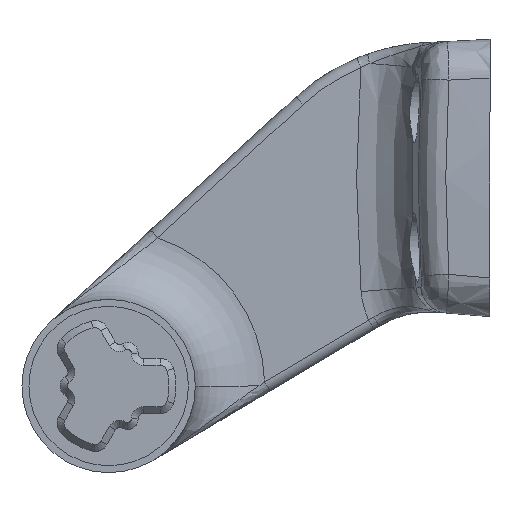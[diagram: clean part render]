
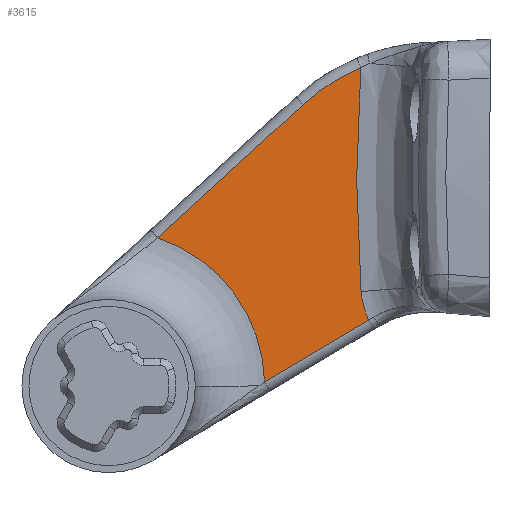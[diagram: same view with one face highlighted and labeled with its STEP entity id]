
A CAD part, left-side view. The second image highlights one B-rep face of the part: STEP entity #3615.
In plain terms, the highlighted planar face has unit normal (-1, 0, 0).
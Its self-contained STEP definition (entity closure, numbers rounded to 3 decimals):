
#128 = CARTESIAN_POINT ( 'NONE',  ( 20., 18.631, 15.901 ) ) ;
#157 = VERTEX_POINT ( 'NONE', #3596 ) ;
#252 = ORIENTED_EDGE ( 'NONE', *, *, #1700, .T. ) ;
#354 = CARTESIAN_POINT ( 'NONE',  ( 20., 17.787, -19.855 ) ) ;
#475 = ORIENTED_EDGE ( 'NONE', *, *, #1061, .T. ) ;
#609 = EDGE_CURVE ( 'NONE', #778, #4013, #2348, .T. ) ;
#651 = CARTESIAN_POINT ( 'NONE',  ( 20., 19.456, 5.145 ) ) ;
#683 = CARTESIAN_POINT ( 'NONE',  ( 20., 32.507, -29.435 ) ) ;
#696 = AXIS2_PLACEMENT_3D ( 'NONE', #4809, #3813, #3320 ) ;
#710 = FACE_OUTER_BOUND ( 'NONE', #4175, .T. ) ;
#778 = VERTEX_POINT ( 'NONE', #1618 ) ;
#863 = CARTESIAN_POINT ( 'NONE',  ( 20., 17.648, -20.19 ) ) ;
#888 = DIRECTION ( 'NONE',  ( 0., -1., 0. ) ) ;
#970 = AXIS2_PLACEMENT_3D ( 'NONE', #3334, #2829, #2320 ) ;
#1061 = EDGE_CURVE ( 'NONE', #1868, #778, #2529, .T. ) ;
#1157 = CARTESIAN_POINT ( 'NONE',  ( 20., 19.444, -5.611 ) ) ;
#1273 = B_SPLINE_CURVE_WITH_KNOTS ( 'NONE', 3,
 ( #1357, #863, #354, #4727, #4228, #3734, #3233, #2733 ),
 .UNSPECIFIED., .F., .F.,
 ( 4, 2, 2, 4 ),
 ( 0.002, 0.003, 0.004, 0.006 ),
 .UNSPECIFIED. ) ;
#1357 = CARTESIAN_POINT ( 'NONE',  ( 20., 17.494, -20.518 ) ) ;
#1385 = DIRECTION ( 'NONE',  ( -1., 0., 0. ) ) ;
#1432 = EDGE_CURVE ( 'NONE', #4013, #157, #2594, .T. ) ;
#1529 = DIRECTION ( 'NONE',  ( 0., 0.737, -0.675 ) ) ;
#1583 = VECTOR ( 'NONE', #1529, 1000. ) ;
#1588 = DIRECTION ( 'NONE',  ( 0., -0.86, 0.511 ) ) ;
#1603 = VERTEX_POINT ( 'NONE', #3528 ) ;
#1618 = CARTESIAN_POINT ( 'NONE',  ( 20., 47.953, -8.632 ) ) ;
#1692 = AXIS2_PLACEMENT_3D ( 'NONE', #1872, #1385, #888 ) ;
#1700 = EDGE_CURVE ( 'NONE', #157, #3569, #1273, .T. ) ;
#1868 = VERTEX_POINT ( 'NONE', #2586 ) ;
#1872 = CARTESIAN_POINT ( 'NONE',  ( 20., 67.5, 20. ) ) ;
#1924 = VECTOR ( 'NONE', #1588, 1000. ) ;
#1957 = EDGE_CURVE ( 'NONE', #3569, #1603, #3524, .T. ) ;
#2018 = CARTESIAN_POINT ( 'NONE',  ( 20., 48.632, -9.253 ) ) ;
#2078 = CARTESIAN_POINT ( 'NONE',  ( 20., 17.537, -20.544 ) ) ;
#2093 = EDGE_CURVE ( 'NONE', #1603, #1868, #2688, .T. ) ;
#2320 = DIRECTION ( 'NONE',  ( 0., -1., 0. ) ) ;
#2327 = ORIENTED_EDGE ( 'NONE', *, *, #1957, .T. ) ;
#2348 = CIRCLE ( 'NONE', #970, 22.5 ) ;
#2369 = PLANE ( 'NONE',  #1692 ) ;
#2529 = LINE ( 'NONE', #2018, #1583 ) ;
#2586 = CARTESIAN_POINT ( 'NONE',  ( 20., 26.957, 10.596 ) ) ;
#2594 = LINE ( 'NONE', #2078, #1924 ) ;
#2637 = CARTESIAN_POINT ( 'NONE',  ( 20., 18.595, -16.368 ) ) ;
#2688 = CIRCLE ( 'NONE', #696, 28.5 ) ;
#2733 = CARTESIAN_POINT ( 'NONE',  ( 20., 18.595, -16.368 ) ) ;
#2829 = DIRECTION ( 'NONE',  ( 1., 0., 0. ) ) ;
#3115 = CARTESIAN_POINT ( 'NONE',  ( 20., 18.595, -16.368 ) ) ;
#3189 = ORIENTED_EDGE ( 'NONE', *, *, #609, .T. ) ;
#3233 = CARTESIAN_POINT ( 'NONE',  ( 20., 18.538, -17.092 ) ) ;
#3320 = DIRECTION ( 'NONE',  ( 0., -1., 0. ) ) ;
#3334 = CARTESIAN_POINT ( 'NONE',  ( 20., 55., -30. ) ) ;
#3524 = B_SPLINE_CURVE_WITH_KNOTS ( 'NONE', 3,
 ( #2637, #1157, #651, #128 ),
 .UNSPECIFIED., .F., .F.,
 ( 4, 4 ),
 ( 0., 0.032 ),
 .UNSPECIFIED. ) ;
#3528 = CARTESIAN_POINT ( 'NONE',  ( 20., 18.631, 15.901 ) ) ;
#3567 = ORIENTED_EDGE ( 'NONE', *, *, #1432, .T. ) ;
#3569 = VERTEX_POINT ( 'NONE', #3115 ) ;
#3596 = CARTESIAN_POINT ( 'NONE',  ( 20., 17.494, -20.518 ) ) ;
#3615 = ADVANCED_FACE ( 'NONE', ( #710 ), #2369, .T. ) ;
#3734 = CARTESIAN_POINT ( 'NONE',  ( 20., 18.416, -17.8 ) ) ;
#3813 = DIRECTION ( 'NONE',  ( -1., 0., 0. ) ) ;
#4013 = VERTEX_POINT ( 'NONE', #683 ) ;
#4175 = EDGE_LOOP ( 'NONE', ( #3189, #3567, #252, #2327, #4493, #475 ) ) ;
#4228 = CARTESIAN_POINT ( 'NONE',  ( 20., 18.141, -18.837 ) ) ;
#4493 = ORIENTED_EDGE ( 'NONE', *, *, #2093, .T. ) ;
#4727 = CARTESIAN_POINT ( 'NONE',  ( 20., 18.033, -19.179 ) ) ;
#4809 = CARTESIAN_POINT ( 'NONE',  ( 20., 7.709, -10.423 ) ) ;
